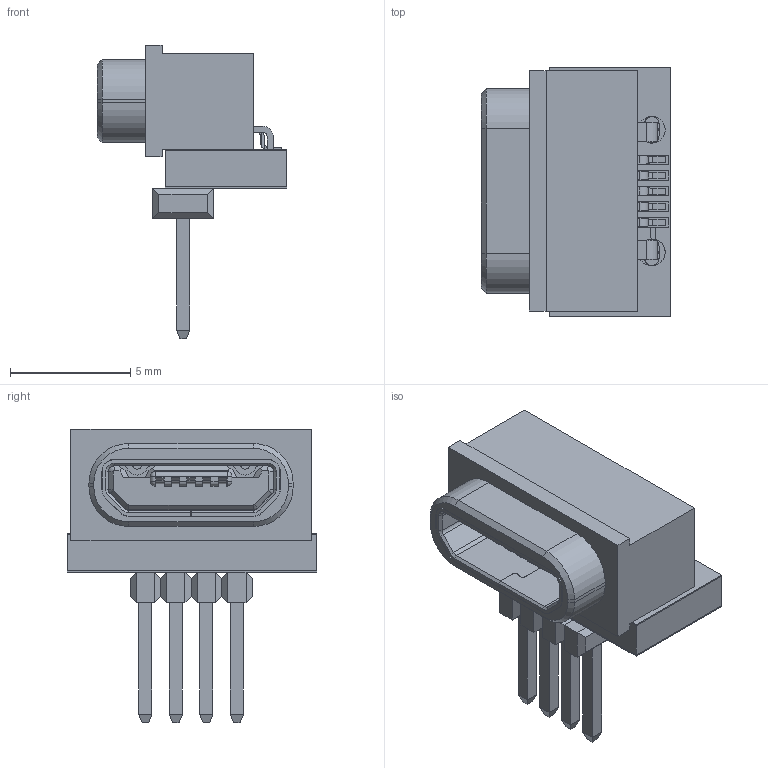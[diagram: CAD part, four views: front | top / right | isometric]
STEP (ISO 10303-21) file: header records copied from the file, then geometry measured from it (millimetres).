
FILE_DESCRIPTION(/* description */ (''),/* implementation_level */ '2;1');
FILE_NAME(/* name */ 'HOR_water_tight_microUSB_raiser.step',/* time_stamp */ '2022-04-22T14:22:35+08:00',/* author */ (''),/* organization */ (''),/* preprocessor_version */ 'ST-DEVELOPER v18.1',/* originating_system */ 'Autodesk Translation Framework v10.14.0.1471',/* authorisation */ '');
FILE_SCHEMA (('AUTOMOTIVE_DESIGN { 1 0 10303 214 3 1 1 }'));
Length unit declared in the file: millimetre
Products named in the file (11): HOR_water_tight_microUSB_raiserHOR_water_tight_microUSB_raiser; Board; Packages; 4X1.27MALE_HHEADER; Model; CUI_UJ2-MIBH-4-SMT-TR-67; CUI_DEVICES_UJ2-MIBH-4-SMT-TR-67 v1; 1-copper; 16-copper; 1-soldermask; 16-soldermask
Assembly tree (10 placements, depth 4):
  HOR_water_tight_microUSB_raiserHOR_water_tight_microUSB_raiser
    Board
    Packages
      4X1.27MALE_HHEADER
        Model
      CUI_UJ2-MIBH-4-SMT-TR-67
        CUI_DEVICES_UJ2-MIBH-4-SMT-TR-67 v1
    1-copper
    16-copper
    1-soldermask
    16-soldermask
Bounding box: 7.89 x 10.38 x 12.22 mm (x, y, z)
Volume: 299.7 mm3; surface area: 1082.5 mm2
Topology: 43 solids, 43 shells, 1301 faces, 3460 edges, 2260 vertices
Faces by surface type: plane 1038, cylinder 241, cone 18, sphere 4
Full cylindrical faces by diameter (mm): 0.53 x38, 0.6 x10, 1 x2, 1.1 x6
Entity records: 40791 total; most frequent: CARTESIAN_POINT 7349, ORIENTED_EDGE 6912, DIRECTION 6528, EDGE_CURVE 3456, LINE 2914, VECTOR 2914, VERTEX_POINT 2260, AXIS2_PLACEMENT_3D 1807
